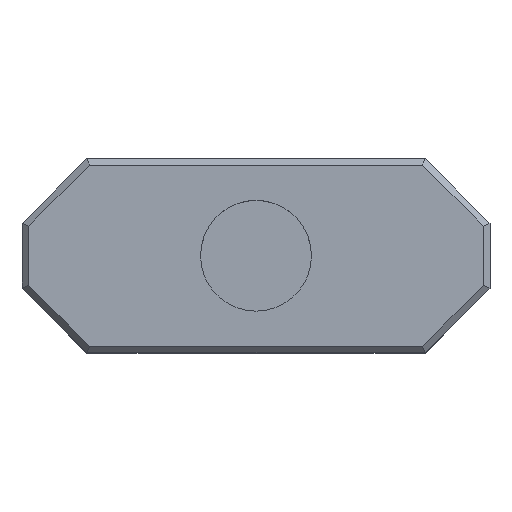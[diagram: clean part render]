
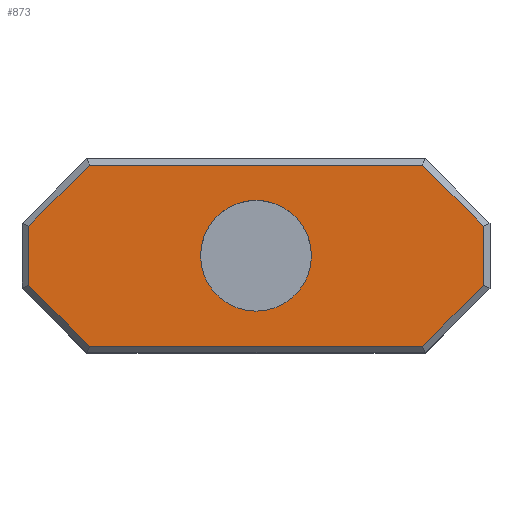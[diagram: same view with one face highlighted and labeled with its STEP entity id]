
A CAD part, top view. The second image highlights one B-rep face of the part: STEP entity #873.
In plain terms, the highlighted planar face has unit normal (0, 0, 1).
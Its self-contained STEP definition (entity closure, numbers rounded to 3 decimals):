
#21=FACE_BOUND('',#142,.T.);
#46=CIRCLE('',#954,1.7);
#90=FACE_OUTER_BOUND('',#141,.T.);
#141=EDGE_LOOP('',(#747,#748,#749,#750,#751,#752,#753,#754));
#142=EDGE_LOOP('',(#755));
#227=LINE('',#1393,#330);
#230=LINE('',#1398,#333);
#232=LINE('',#1402,#335);
#234=LINE('',#1406,#337);
#236=LINE('',#1410,#339);
#239=LINE('',#1416,#342);
#242=LINE('',#1422,#345);
#245=LINE('',#1426,#348);
#330=VECTOR('',#1132,10.);
#333=VECTOR('',#1137,10.);
#335=VECTOR('',#1141,10.);
#337=VECTOR('',#1145,10.);
#339=VECTOR('',#1149,10.);
#342=VECTOR('',#1154,10.);
#345=VECTOR('',#1159,10.);
#348=VECTOR('',#1164,10.);
#422=VERTEX_POINT('',#1391);
#423=VERTEX_POINT('',#1392);
#424=VERTEX_POINT('',#1397);
#425=VERTEX_POINT('',#1401);
#426=VERTEX_POINT('',#1405);
#427=VERTEX_POINT('',#1409);
#429=VERTEX_POINT('',#1415);
#431=VERTEX_POINT('',#1421);
#432=VERTEX_POINT('',#1433);
#523=EDGE_CURVE('',#422,#423,#227,.T.);
#526=EDGE_CURVE('',#423,#424,#230,.T.);
#528=EDGE_CURVE('',#424,#425,#232,.T.);
#530=EDGE_CURVE('',#425,#426,#234,.T.);
#532=EDGE_CURVE('',#426,#427,#236,.T.);
#535=EDGE_CURVE('',#427,#429,#239,.T.);
#538=EDGE_CURVE('',#429,#431,#242,.T.);
#541=EDGE_CURVE('',#431,#422,#245,.T.);
#544=EDGE_CURVE('',#432,#432,#46,.T.);
#747=ORIENTED_EDGE('',*,*,#523,.F.);
#748=ORIENTED_EDGE('',*,*,#541,.F.);
#749=ORIENTED_EDGE('',*,*,#538,.F.);
#750=ORIENTED_EDGE('',*,*,#535,.F.);
#751=ORIENTED_EDGE('',*,*,#532,.F.);
#752=ORIENTED_EDGE('',*,*,#530,.F.);
#753=ORIENTED_EDGE('',*,*,#528,.F.);
#754=ORIENTED_EDGE('',*,*,#526,.F.);
#755=ORIENTED_EDGE('',*,*,#544,.T.);
#829=PLANE('',#953);
#873=ADVANCED_FACE('',(#90,#21),#829,.T.);
#953=AXIS2_PLACEMENT_3D('',#1432,#1173,#1174);
#954=AXIS2_PLACEMENT_3D('',#1434,#1175,#1176);
#1132=DIRECTION('',(-1.,0.,0.));
#1137=DIRECTION('',(-0.707,0.707,0.));
#1141=DIRECTION('',(0.,1.,0.));
#1145=DIRECTION('',(0.707,0.707,0.));
#1149=DIRECTION('',(1.,0.,0.));
#1154=DIRECTION('',(0.707,-0.707,0.));
#1159=DIRECTION('',(0.,-1.,0.));
#1164=DIRECTION('',(-0.707,-0.707,0.));
#1173=DIRECTION('center_axis',(0.,0.,1.));
#1174=DIRECTION('ref_axis',(1.,0.,0.));
#1175=DIRECTION('center_axis',(0.,0.,-1.));
#1176=DIRECTION('ref_axis',(1.,0.,0.));
#1391=CARTESIAN_POINT('',(5.109,-7.78,31.5));
#1392=CARTESIAN_POINT('',(-5.109,-7.78,31.5));
#1393=CARTESIAN_POINT('',(-2.6,-7.78,31.5));
#1397=CARTESIAN_POINT('',(-6.98,-5.909,31.5));
#1398=CARTESIAN_POINT('',(-5.494,-7.394,31.5));
#1401=CARTESIAN_POINT('',(-6.98,-4.091,31.5));
#1402=CARTESIAN_POINT('',(-6.98,-4.5,31.5));
#1405=CARTESIAN_POINT('',(-5.109,-2.22,31.5));
#1406=CARTESIAN_POINT('',(-4.494,-1.606,31.5));
#1409=CARTESIAN_POINT('',(5.109,-2.22,31.5));
#1410=CARTESIAN_POINT('',(2.6,-2.22,31.5));
#1415=CARTESIAN_POINT('',(6.98,-4.091,31.5));
#1416=CARTESIAN_POINT('',(5.494,-2.606,31.5));
#1421=CARTESIAN_POINT('',(6.98,-5.909,31.5));
#1422=CARTESIAN_POINT('',(6.98,-5.5,31.5));
#1426=CARTESIAN_POINT('',(4.494,-8.394,31.5));
#1432=CARTESIAN_POINT('Origin',(0.,-5.,
31.5));
#1433=CARTESIAN_POINT('',(-1.7,-5.,31.5));
#1434=CARTESIAN_POINT('Origin',(0.,-5.,
31.5));
